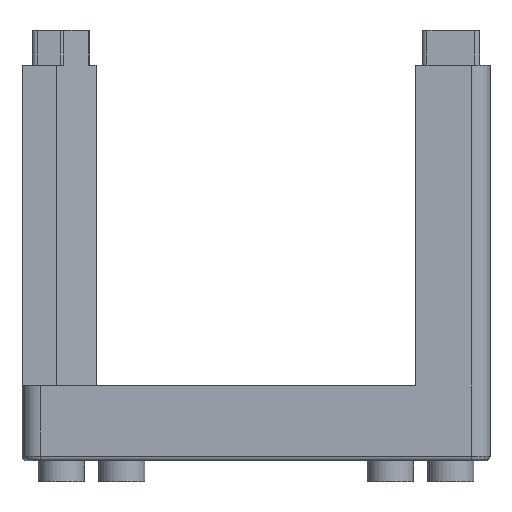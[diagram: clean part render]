
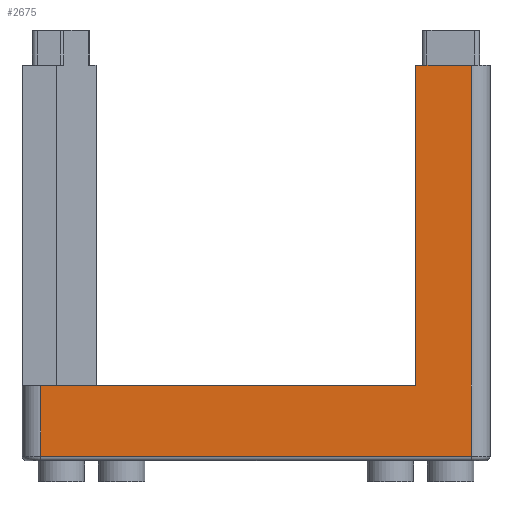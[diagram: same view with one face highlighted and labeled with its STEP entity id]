
A CAD part, front view. The second image highlights one B-rep face of the part: STEP entity #2675.
In plain terms, the highlighted planar face has unit normal (0, -1, 0).
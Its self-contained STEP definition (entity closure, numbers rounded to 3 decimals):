
#385=FACE_OUTER_BOUND('',#575,.T.);
#575=EDGE_LOOP('',(#2419,#2420,#2421,#2422,#2423,#2424));
#760=LINE('',#4393,#1010);
#762=LINE('',#4396,#1012);
#764=LINE('',#4402,#1014);
#775=LINE('',#4425,#1025);
#821=LINE('',#4526,#1071);
#823=LINE('',#4529,#1073);
#1010=VECTOR('',#3616,10.);
#1012=VECTOR('',#3620,10.);
#1014=VECTOR('',#3626,10.);
#1025=VECTOR('',#3647,10.);
#1071=VECTOR('',#3749,10.);
#1073=VECTOR('',#3753,10.);
#1275=VERTEX_POINT('',#4362);
#1282=VERTEX_POINT('',#4384);
#1284=VERTEX_POINT('',#4391);
#1285=VERTEX_POINT('',#4398);
#1293=VERTEX_POINT('',#4424);
#1320=VERTEX_POINT('',#4525);
#1618=EDGE_CURVE('',#1284,#1282,#760,.T.);
#1620=EDGE_CURVE('',#1282,#1275,#762,.T.);
#1623=EDGE_CURVE('',#1275,#1285,#764,.T.);
#1635=EDGE_CURVE('',#1285,#1293,#775,.T.);
#1685=EDGE_CURVE('',#1293,#1320,#821,.T.);
#1687=EDGE_CURVE('',#1320,#1284,#823,.T.);
#2419=ORIENTED_EDGE('',*,*,#1618,.F.);
#2420=ORIENTED_EDGE('',*,*,#1687,.F.);
#2421=ORIENTED_EDGE('',*,*,#1685,.F.);
#2422=ORIENTED_EDGE('',*,*,#1635,.F.);
#2423=ORIENTED_EDGE('',*,*,#1623,.F.);
#2424=ORIENTED_EDGE('',*,*,#1620,.F.);
#2521=PLANE('',#2969);
#2675=ADVANCED_FACE('',(#385),#2521,.T.);
#2969=AXIS2_PLACEMENT_3D('',#4538,#3767,#3768);
#3616=DIRECTION('',(0.,0.,-1.));
#3620=DIRECTION('',(-1.,0.,0.));
#3626=DIRECTION('',(0.,0.,1.));
#3647=DIRECTION('',(1.,0.,0.));
#3749=DIRECTION('',(0.,0.,1.));
#3753=DIRECTION('',(1.,0.,0.));
#3767=DIRECTION('center_axis',(0.,-1.,0.));
#3768=DIRECTION('ref_axis',(1.,0.,0.));
#4362=CARTESIAN_POINT('',(-22.9,-24.9,0.5));
#4384=CARTESIAN_POINT('',(22.9,-24.9,0.5));
#4391=CARTESIAN_POINT('',(22.9,-24.9,42.1));
#4393=CARTESIAN_POINT('',(22.9,-24.9,0.));
#4396=CARTESIAN_POINT('',(-12.45,-24.9,0.5));
#4398=CARTESIAN_POINT('',(-22.9,-24.9,8.));
#4402=CARTESIAN_POINT('',(-22.9,-24.9,0.));
#4424=CARTESIAN_POINT('',(17.02,-24.9,8.));
#4425=CARTESIAN_POINT('',(24.9,-24.9,8.));
#4525=CARTESIAN_POINT('',(17.02,-24.9,42.1));
#4526=CARTESIAN_POINT('',(17.02,-24.9,8.));
#4529=CARTESIAN_POINT('',(17.02,-24.9,42.1));
#4538=CARTESIAN_POINT('Origin',(-24.9,-24.9,0.));
